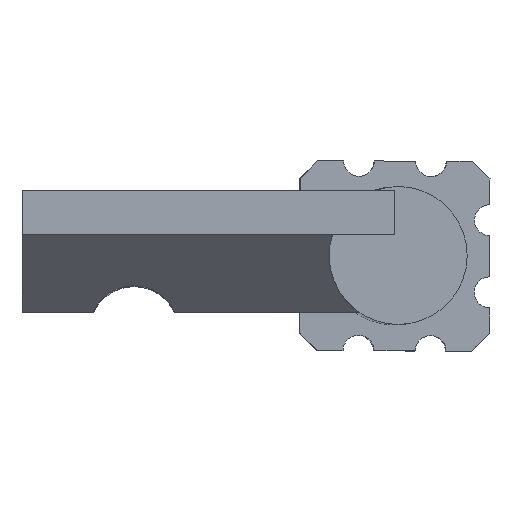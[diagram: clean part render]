
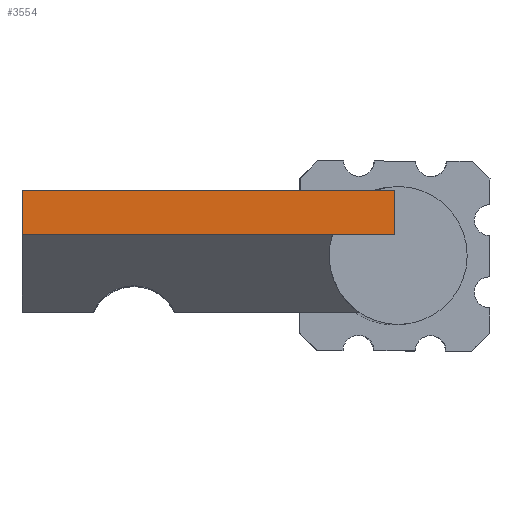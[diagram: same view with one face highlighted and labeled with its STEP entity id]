
A CAD part, top view. The second image highlights one B-rep face of the part: STEP entity #3554.
In plain terms, the highlighted planar face has unit normal (0, 0, 1).
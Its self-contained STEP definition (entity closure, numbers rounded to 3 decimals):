
#116 = PLANE('',#117);
#117 = AXIS2_PLACEMENT_3D('',#118,#119,#120);
#118 = CARTESIAN_POINT('',(0.,-12.606,164.719)
  );
#119 = DIRECTION('',(0.,-0.707,0.707)
  );
#120 = DIRECTION('',(0.,-0.707,-0.707)
  );
#255 = PLANE('',#256);
#256 = AXIS2_PLACEMENT_3D('',#257,#258,#259);
#257 = CARTESIAN_POINT('',(0.,-10.066,164.719)
  );
#258 = DIRECTION('',(0.,-1.,0.));
#259 = DIRECTION('',(0.,0.,-1.));
#1839 = VERTEX_POINT('',#1840);
#1840 = CARTESIAN_POINT('',(0.,-12.606,164.719));
#1856 = PLANE('',#1857);
#1857 = AXIS2_PLACEMENT_3D('',#1858,#1859,#1860);
#1858 = CARTESIAN_POINT('',(0.,-12.713,159.156
    ));
#1859 = DIRECTION('',(1.,0.,0.));
#1860 = DIRECTION('',(0.,0.,1.));
#1868 = EDGE_CURVE('',#1839,#1869,#1871,.T.);
#1869 = VERTEX_POINT('',#1870);
#1870 = CARTESIAN_POINT('',(-21.431,-12.606,
    164.719));
#1871 = SURFACE_CURVE('',#1872,(#1876,#1883),.PCURVE_S1.);
#1872 = LINE('',#1873,#1874);
#1873 = CARTESIAN_POINT('',(0.,-12.606,164.719)
  );
#1874 = VECTOR('',#1875,1.);
#1875 = DIRECTION('',(-1.,0.,0.));
#1876 = PCURVE('',#116,#1877);
#1877 = DEFINITIONAL_REPRESENTATION('',(#1878),#1882);
#1878 = LINE('',#1879,#1880);
#1879 = CARTESIAN_POINT('',(0.,0.));
#1880 = VECTOR('',#1881,1.);
#1881 = DIRECTION('',(0.,-1.));
#1882 = ( GEOMETRIC_REPRESENTATION_CONTEXT(2) 
PARAMETRIC_REPRESENTATION_CONTEXT() REPRESENTATION_CONTEXT('2D SPACE',''
  ) );
#1883 = PCURVE('',#1884,#1889);
#1884 = PLANE('',#1885);
#1885 = AXIS2_PLACEMENT_3D('',#1886,#1887,#1888);
#1886 = CARTESIAN_POINT('',(0.,-12.606,164.719)
  );
#1887 = DIRECTION('',(0.,0.,-1.));
#1888 = DIRECTION('',(0.,1.,0.));
#1889 = DEFINITIONAL_REPRESENTATION('',(#1890),#1894);
#1890 = LINE('',#1891,#1892);
#1891 = CARTESIAN_POINT('',(0.,0.));
#1892 = VECTOR('',#1893,1.);
#1893 = DIRECTION('',(0.,-1.));
#1894 = ( GEOMETRIC_REPRESENTATION_CONTEXT(2) 
PARAMETRIC_REPRESENTATION_CONTEXT() REPRESENTATION_CONTEXT('2D SPACE',''
  ) );
#1912 = PLANE('',#1913);
#1913 = AXIS2_PLACEMENT_3D('',#1914,#1915,#1916);
#1914 = CARTESIAN_POINT('',(-21.431,-12.713,
    159.156));
#1915 = DIRECTION('',(1.,0.,0.));
#1916 = DIRECTION('',(0.,0.,1.));
#2413 = VERTEX_POINT('',#2414);
#2414 = CARTESIAN_POINT('',(0.,-10.066,164.719));
#2435 = EDGE_CURVE('',#2413,#2436,#2438,.T.);
#2436 = VERTEX_POINT('',#2437);
#2437 = CARTESIAN_POINT('',(-21.431,-10.066,
    164.719));
#2438 = SURFACE_CURVE('',#2439,(#2443,#2450),.PCURVE_S1.);
#2439 = LINE('',#2440,#2441);
#2440 = CARTESIAN_POINT('',(0.,-10.066,164.719)
  );
#2441 = VECTOR('',#2442,1.);
#2442 = DIRECTION('',(-1.,0.,0.));
#2443 = PCURVE('',#255,#2444);
#2444 = DEFINITIONAL_REPRESENTATION('',(#2445),#2449);
#2445 = LINE('',#2446,#2447);
#2446 = CARTESIAN_POINT('',(-0.,0.));
#2447 = VECTOR('',#2448,1.);
#2448 = DIRECTION('',(0.,-1.));
#2449 = ( GEOMETRIC_REPRESENTATION_CONTEXT(2) 
PARAMETRIC_REPRESENTATION_CONTEXT() REPRESENTATION_CONTEXT('2D SPACE',''
  ) );
#2450 = PCURVE('',#1884,#2451);
#2451 = DEFINITIONAL_REPRESENTATION('',(#2452),#2456);
#2452 = LINE('',#2453,#2454);
#2453 = CARTESIAN_POINT('',(2.54,0.));
#2454 = VECTOR('',#2455,1.);
#2455 = DIRECTION('',(0.,-1.));
#2456 = ( GEOMETRIC_REPRESENTATION_CONTEXT(2) 
PARAMETRIC_REPRESENTATION_CONTEXT() REPRESENTATION_CONTEXT('2D SPACE',''
  ) );
#3455 = EDGE_CURVE('',#1839,#2413,#3456,.T.);
#3456 = SURFACE_CURVE('',#3457,(#3461,#3468),.PCURVE_S1.);
#3457 = LINE('',#3458,#3459);
#3458 = CARTESIAN_POINT('',(0.,-12.606,164.719)
  );
#3459 = VECTOR('',#3460,1.);
#3460 = DIRECTION('',(0.,1.,0.));
#3461 = PCURVE('',#1856,#3462);
#3462 = DEFINITIONAL_REPRESENTATION('',(#3463),#3467);
#3463 = LINE('',#3464,#3465);
#3464 = CARTESIAN_POINT('',(5.563,-0.107));
#3465 = VECTOR('',#3466,1.);
#3466 = DIRECTION('',(0.,-1.));
#3467 = ( GEOMETRIC_REPRESENTATION_CONTEXT(2) 
PARAMETRIC_REPRESENTATION_CONTEXT() REPRESENTATION_CONTEXT('2D SPACE',''
  ) );
#3468 = PCURVE('',#1884,#3469);
#3469 = DEFINITIONAL_REPRESENTATION('',(#3470),#3474);
#3470 = LINE('',#3471,#3472);
#3471 = CARTESIAN_POINT('',(0.,0.));
#3472 = VECTOR('',#3473,1.);
#3473 = DIRECTION('',(1.,0.));
#3474 = ( GEOMETRIC_REPRESENTATION_CONTEXT(2) 
PARAMETRIC_REPRESENTATION_CONTEXT() REPRESENTATION_CONTEXT('2D SPACE',''
  ) );
#3534 = EDGE_CURVE('',#1869,#2436,#3535,.T.);
#3535 = SURFACE_CURVE('',#3536,(#3540,#3547),.PCURVE_S1.);
#3536 = LINE('',#3537,#3538);
#3537 = CARTESIAN_POINT('',(-21.431,-12.606,
    164.719));
#3538 = VECTOR('',#3539,1.);
#3539 = DIRECTION('',(0.,1.,0.));
#3540 = PCURVE('',#1912,#3541);
#3541 = DEFINITIONAL_REPRESENTATION('',(#3542),#3546);
#3542 = LINE('',#3543,#3544);
#3543 = CARTESIAN_POINT('',(5.563,-0.107));
#3544 = VECTOR('',#3545,1.);
#3545 = DIRECTION('',(0.,-1.));
#3546 = ( GEOMETRIC_REPRESENTATION_CONTEXT(2) 
PARAMETRIC_REPRESENTATION_CONTEXT() REPRESENTATION_CONTEXT('2D SPACE',''
  ) );
#3547 = PCURVE('',#1884,#3548);
#3548 = DEFINITIONAL_REPRESENTATION('',(#3549),#3553);
#3549 = LINE('',#3550,#3551);
#3550 = CARTESIAN_POINT('',(0.,-21.431));
#3551 = VECTOR('',#3552,1.);
#3552 = DIRECTION('',(1.,0.));
#3553 = ( GEOMETRIC_REPRESENTATION_CONTEXT(2) 
PARAMETRIC_REPRESENTATION_CONTEXT() REPRESENTATION_CONTEXT('2D SPACE',''
  ) );
#3554 = ADVANCED_FACE('',(#3555),#1884,.F.);
#3555 = FACE_BOUND('',#3556,.F.);
#3556 = EDGE_LOOP('',(#3557,#3558,#3559,#3560));
#3557 = ORIENTED_EDGE('',*,*,#1868,.T.);
#3558 = ORIENTED_EDGE('',*,*,#3534,.T.);
#3559 = ORIENTED_EDGE('',*,*,#2435,.F.);
#3560 = ORIENTED_EDGE('',*,*,#3455,.F.);
